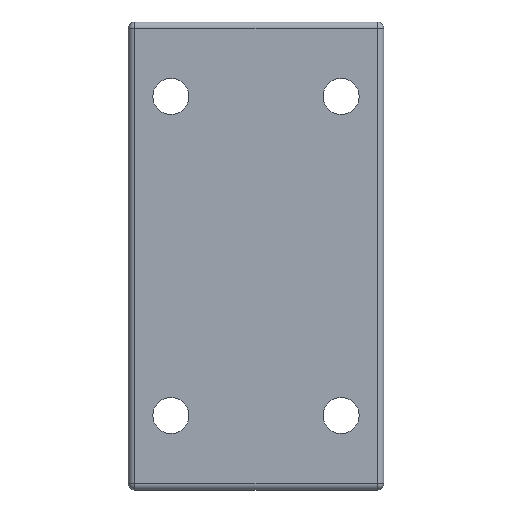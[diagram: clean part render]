
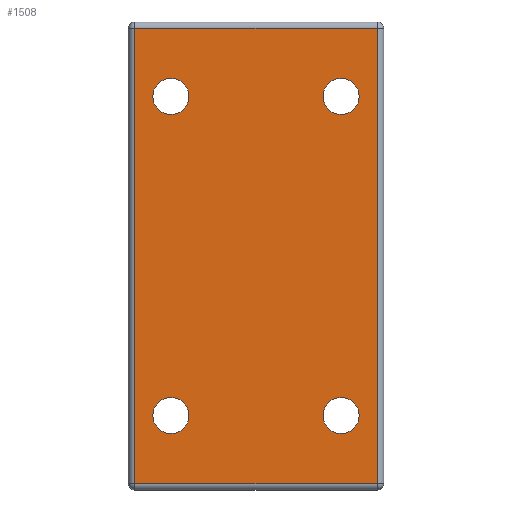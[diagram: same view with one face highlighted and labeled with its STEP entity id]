
A CAD part, front view. The second image highlights one B-rep face of the part: STEP entity #1508.
In plain terms, the highlighted planar face has unit normal (0, -1, 0).
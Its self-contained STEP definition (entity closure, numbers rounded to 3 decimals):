
#45 = CIRCLE ( 'NONE', #660, 8.5 ) ;
#109 = LINE ( 'NONE', #2084, #156 ) ;
#156 = VECTOR ( 'NONE', #1565, 1000. ) ;
#167 = LINE ( 'NONE', #918, #3005 ) ;
#241 = DIRECTION ( 'NONE',  ( 0., -1., 0. ) ) ;
#290 = FACE_BOUND ( 'NONE', #2055, .T. ) ;
#314 = EDGE_CURVE ( 'NONE', #1422, #3068, #167, .T. ) ;
#362 = CARTESIAN_POINT ( 'NONE',  ( -57., 0., 107. ) ) ;
#414 = AXIS2_PLACEMENT_3D ( 'NONE', #2526, #1339, #2048 ) ;
#432 = EDGE_CURVE ( 'NONE', #2759, #2759, #45, .T. ) ;
#443 = EDGE_LOOP ( 'NONE', ( #1184 ) ) ;
#457 = CIRCLE ( 'NONE', #867, 8.5 ) ;
#490 = DIRECTION ( 'NONE',  ( 0., 0., 1. ) ) ;
#514 = CARTESIAN_POINT ( 'NONE',  ( -57., 0., -107. ) ) ;
#539 = LINE ( 'NONE', #362, #2539 ) ;
#551 = CARTESIAN_POINT ( 'NONE',  ( 40., 0., 83.5 ) ) ;
#660 = AXIS2_PLACEMENT_3D ( 'NONE', #1007, #1992, #1509 ) ;
#826 = ORIENTED_EDGE ( 'NONE', *, *, #2154, .T. ) ;
#839 = ORIENTED_EDGE ( 'NONE', *, *, #1333, .T. ) ;
#867 = AXIS2_PLACEMENT_3D ( 'NONE', #1688, #942, #2623 ) ;
#880 = EDGE_LOOP ( 'NONE', ( #3037 ) ) ;
#918 = CARTESIAN_POINT ( 'NONE',  ( 60., 0., -107. ) ) ;
#942 = DIRECTION ( 'NONE',  ( 0., 1., 0. ) ) ;
#947 = EDGE_CURVE ( 'NONE', #2159, #1422, #109, .T. ) ;
#966 = VERTEX_POINT ( 'NONE', #2103 ) ;
#970 = CARTESIAN_POINT ( 'NONE',  ( -40., 0., 75. ) ) ;
#1007 = CARTESIAN_POINT ( 'NONE',  ( 40., 0., 75. ) ) ;
#1008 = FACE_OUTER_BOUND ( 'NONE', #2983, .T. ) ;
#1028 = CARTESIAN_POINT ( 'NONE',  ( 0., 0., 0. ) ) ;
#1061 = AXIS2_PLACEMENT_3D ( 'NONE', #1028, #241, #2737 ) ;
#1064 = CARTESIAN_POINT ( 'NONE',  ( -40., 0., -66.5 ) ) ;
#1114 = VECTOR ( 'NONE', #1776, 1000. ) ;
#1184 = ORIENTED_EDGE ( 'NONE', *, *, #432, .T. ) ;
#1211 = EDGE_CURVE ( 'NONE', #2269, #2269, #3014, .T. ) ;
#1272 = FACE_BOUND ( 'NONE', #880, .T. ) ;
#1333 = EDGE_CURVE ( 'NONE', #2015, #2015, #457, .T. ) ;
#1339 = DIRECTION ( 'NONE',  ( 0., 1., 0. ) ) ;
#1422 = VERTEX_POINT ( 'NONE', #514 ) ;
#1508 = ADVANCED_FACE ( 'NONE', ( #1272, #290, #1008, #1972, #2719 ), #2427, .T. ) ;
#1509 = DIRECTION ( 'NONE',  ( 0., 0., 1. ) ) ;
#1539 = CARTESIAN_POINT ( 'NONE',  ( 57., 0., 110. ) ) ;
#1565 = DIRECTION ( 'NONE',  ( 0., 0., -1. ) ) ;
#1662 = ORIENTED_EDGE ( 'NONE', *, *, #1211, .T. ) ;
#1688 = CARTESIAN_POINT ( 'NONE',  ( -40., 0., -75. ) ) ;
#1746 = LINE ( 'NONE', #1539, #1114 ) ;
#1776 = DIRECTION ( 'NONE',  ( 0., 0., 1. ) ) ;
#1788 = CARTESIAN_POINT ( 'NONE',  ( 40., 0., -66.5 ) ) ;
#1920 = ORIENTED_EDGE ( 'NONE', *, *, #314, .T. ) ;
#1972 = FACE_BOUND ( 'NONE', #2614, .T. ) ;
#1992 = DIRECTION ( 'NONE',  ( 0., 1., 0. ) ) ;
#2006 = DIRECTION ( 'NONE',  ( -1., 0., 0. ) ) ;
#2015 = VERTEX_POINT ( 'NONE', #1064 ) ;
#2031 = CARTESIAN_POINT ( 'NONE',  ( -40., 0., 83.5 ) ) ;
#2048 = DIRECTION ( 'NONE',  ( 0., 0., 1. ) ) ;
#2055 = EDGE_LOOP ( 'NONE', ( #839 ) ) ;
#2084 = CARTESIAN_POINT ( 'NONE',  ( -57., 0., -110. ) ) ;
#2103 = CARTESIAN_POINT ( 'NONE',  ( 57., 0., 107. ) ) ;
#2154 = EDGE_CURVE ( 'NONE', #966, #2159, #539, .T. ) ;
#2159 = VERTEX_POINT ( 'NONE', #2582 ) ;
#2174 = CIRCLE ( 'NONE', #2676, 8.5 ) ;
#2269 = VERTEX_POINT ( 'NONE', #1788 ) ;
#2427 = PLANE ( 'NONE',  #1061 ) ;
#2452 = ORIENTED_EDGE ( 'NONE', *, *, #947, .T. ) ;
#2526 = CARTESIAN_POINT ( 'NONE',  ( 40., 0., -75. ) ) ;
#2539 = VECTOR ( 'NONE', #2006, 1000. ) ;
#2582 = CARTESIAN_POINT ( 'NONE',  ( -57., 0., 107. ) ) ;
#2614 = EDGE_LOOP ( 'NONE', ( #1662 ) ) ;
#2622 = DIRECTION ( 'NONE',  ( 1., 0., 0. ) ) ;
#2623 = DIRECTION ( 'NONE',  ( 0., 0., 1. ) ) ;
#2676 = AXIS2_PLACEMENT_3D ( 'NONE', #970, #2680, #490 ) ;
#2680 = DIRECTION ( 'NONE',  ( 0., 1., 0. ) ) ;
#2719 = FACE_BOUND ( 'NONE', #443, .T. ) ;
#2737 = DIRECTION ( 'NONE',  ( 0., 0., -1. ) ) ;
#2759 = VERTEX_POINT ( 'NONE', #551 ) ;
#2826 = CARTESIAN_POINT ( 'NONE',  ( 57., 0., -107. ) ) ;
#2866 = EDGE_CURVE ( 'NONE', #2980, #2980, #2174, .T. ) ;
#2980 = VERTEX_POINT ( 'NONE', #2031 ) ;
#2983 = EDGE_LOOP ( 'NONE', ( #3072, #826, #2452, #1920 ) ) ;
#2987 = EDGE_CURVE ( 'NONE', #3068, #966, #1746, .T. ) ;
#3005 = VECTOR ( 'NONE', #2622, 1000. ) ;
#3014 = CIRCLE ( 'NONE', #414, 8.5 ) ;
#3037 = ORIENTED_EDGE ( 'NONE', *, *, #2866, .T. ) ;
#3068 = VERTEX_POINT ( 'NONE', #2826 ) ;
#3072 = ORIENTED_EDGE ( 'NONE', *, *, #2987, .T. ) ;
